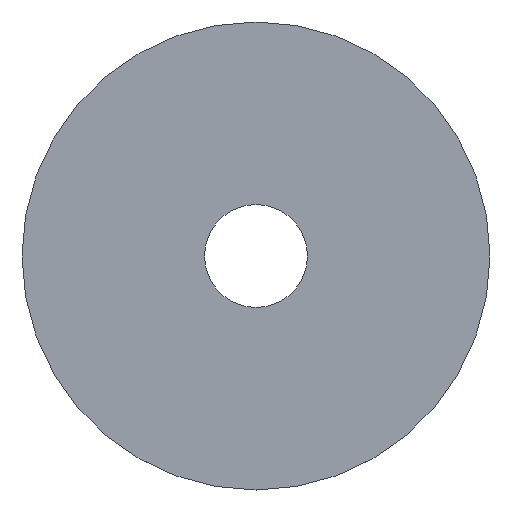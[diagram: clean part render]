
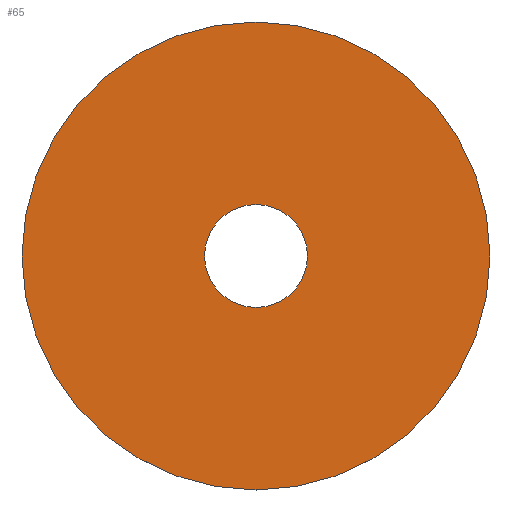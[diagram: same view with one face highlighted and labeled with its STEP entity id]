
A CAD part, top view. The second image highlights one B-rep face of the part: STEP entity #65.
In plain terms, the highlighted planar face has unit normal (0, 0, 1).
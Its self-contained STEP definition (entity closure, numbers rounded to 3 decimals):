
#6 = DIRECTION ( 'NONE',  ( 0., 0., 1. ) ) ;
#12 = VERTEX_POINT ( 'NONE', #60 ) ;
#13 = DIRECTION ( 'NONE',  ( 0., 1., 0. ) ) ;
#17 = CARTESIAN_POINT ( 'NONE',  ( 0., 0., 1. ) ) ;
#25 = CARTESIAN_POINT ( 'NONE',  ( 0., 11., 1. ) ) ;
#40 = ORIENTED_EDGE ( 'NONE', *, *, #111, .T. ) ;
#48 = EDGE_CURVE ( 'NONE', #12, #12, #127, .T. ) ;
#53 = DIRECTION ( 'NONE',  ( 0., -1., 0. ) ) ;
#55 = PLANE ( 'NONE',  #94 ) ;
#60 = CARTESIAN_POINT ( 'NONE',  ( 0., 50., 1. ) ) ;
#64 = CARTESIAN_POINT ( 'NONE',  ( 0., 0., 1. ) ) ;
#65 = ADVANCED_FACE ( 'NONE', ( #166, #67 ), #55, .T. ) ;
#66 = AXIS2_PLACEMENT_3D ( 'NONE', #17, #70, #124 ) ;
#67 = FACE_OUTER_BOUND ( 'NONE', #96, .T. ) ;
#70 = DIRECTION ( 'NONE',  ( 0., 0., -1. ) ) ;
#82 = EDGE_LOOP ( 'NONE', ( #40 ) ) ;
#93 = CARTESIAN_POINT ( 'NONE',  ( 0., 11., 1. ) ) ;
#94 = AXIS2_PLACEMENT_3D ( 'NONE', #25, #6, #53 ) ;
#96 = EDGE_LOOP ( 'NONE', ( #154 ) ) ;
#106 = AXIS2_PLACEMENT_3D ( 'NONE', #64, #165, #13 ) ;
#111 = EDGE_CURVE ( 'NONE', #163, #163, #167, .T. ) ;
#124 = DIRECTION ( 'NONE',  ( 0., 1., 0. ) ) ;
#127 = CIRCLE ( 'NONE', #66, 50. ) ;
#154 = ORIENTED_EDGE ( 'NONE', *, *, #48, .F. ) ;
#163 = VERTEX_POINT ( 'NONE', #93 ) ;
#165 = DIRECTION ( 'NONE',  ( 0., 0., -1. ) ) ;
#166 = FACE_BOUND ( 'NONE', #82, .T. ) ;
#167 = CIRCLE ( 'NONE', #106, 11. ) ;
